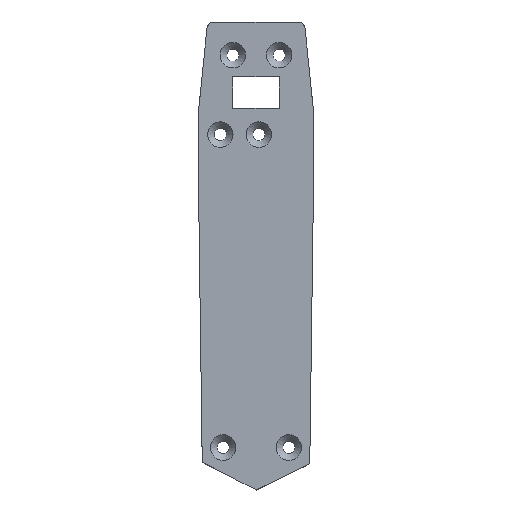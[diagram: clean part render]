
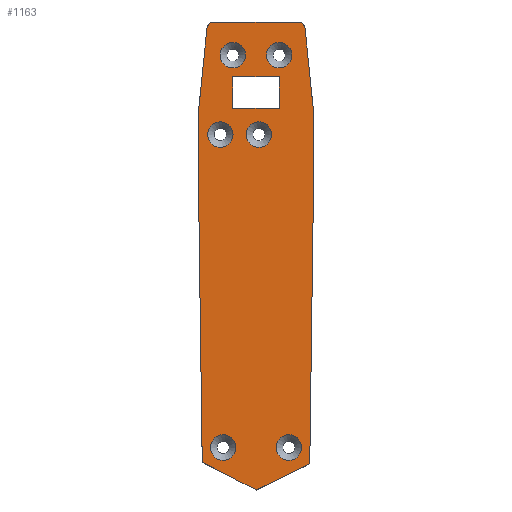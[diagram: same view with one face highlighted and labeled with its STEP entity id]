
A CAD part, top view. The second image highlights one B-rep face of the part: STEP entity #1163.
In plain terms, the highlighted planar face has unit normal (0, 0, 1).
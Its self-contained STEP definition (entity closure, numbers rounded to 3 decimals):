
#25=FACE_BOUND('',#162,.T.);
#26=FACE_BOUND('',#163,.T.);
#27=FACE_BOUND('',#164,.T.);
#28=FACE_BOUND('',#165,.T.);
#29=FACE_BOUND('',#166,.T.);
#30=FACE_BOUND('',#167,.T.);
#31=FACE_BOUND('',#168,.T.);
#49=PLANE('',#1257);
#97=FACE_OUTER_BOUND('',#161,.T.);
#161=EDGE_LOOP('',(#905,#906,#907,#908,#909,#910,#911,#912,#913,#914,#915));
#162=EDGE_LOOP('',(#916));
#163=EDGE_LOOP('',(#917));
#164=EDGE_LOOP('',(#918));
#165=EDGE_LOOP('',(#919));
#166=EDGE_LOOP('',(#920));
#167=EDGE_LOOP('',(#921));
#168=EDGE_LOOP('',(#922,#923,#924,#925));
#220=LINE('',#1693,#346);
#225=LINE('',#1709,#351);
#229=LINE('',#1717,#355);
#236=LINE('',#1732,#362);
#239=LINE('',#1738,#365);
#260=LINE('',#1820,#386);
#261=LINE('',#1824,#387);
#262=LINE('',#1826,#388);
#263=LINE('',#1827,#389);
#264=LINE('',#1842,#390);
#265=LINE('',#1844,#391);
#266=LINE('',#1846,#392);
#267=LINE('',#1847,#393);
#346=VECTOR('',#1347,1000.);
#351=VECTOR('',#1354,1000.);
#355=VECTOR('',#1360,1000.);
#362=VECTOR('',#1371,1000.);
#365=VECTOR('',#1376,1000.);
#386=VECTOR('',#1451,1000.);
#387=VECTOR('',#1454,1000.);
#388=VECTOR('',#1455,1000.);
#389=VECTOR('',#1456,1000.);
#390=VECTOR('',#1469,1000.);
#391=VECTOR('',#1470,1000.);
#392=VECTOR('',#1471,1000.);
#393=VECTOR('',#1472,1000.);
#483=CIRCLE('',#1258,2.);
#484=CIRCLE('',#1259,2.);
#485=CIRCLE('',#1260,3.3);
#486=CIRCLE('',#1261,3.3);
#487=CIRCLE('',#1262,3.3);
#488=CIRCLE('',#1263,3.3);
#489=CIRCLE('',#1264,3.3);
#490=CIRCLE('',#1265,3.3);
#521=VERTEX_POINT('',#1690);
#522=VERTEX_POINT('',#1692);
#526=VERTEX_POINT('',#1707);
#529=VERTEX_POINT('',#1715);
#535=VERTEX_POINT('',#1731);
#537=VERTEX_POINT('',#1737);
#558=VERTEX_POINT('',#1817);
#559=VERTEX_POINT('',#1819);
#560=VERTEX_POINT('',#1821);
#561=VERTEX_POINT('',#1823);
#562=VERTEX_POINT('',#1825);
#563=VERTEX_POINT('',#1828);
#564=VERTEX_POINT('',#1830);
#565=VERTEX_POINT('',#1832);
#566=VERTEX_POINT('',#1834);
#567=VERTEX_POINT('',#1836);
#568=VERTEX_POINT('',#1838);
#569=VERTEX_POINT('',#1840);
#570=VERTEX_POINT('',#1841);
#571=VERTEX_POINT('',#1843);
#572=VERTEX_POINT('',#1845);
#632=EDGE_CURVE('',#522,#521,#220,.T.);
#638=EDGE_CURVE('',#521,#526,#225,.T.);
#642=EDGE_CURVE('',#526,#529,#229,.T.);
#649=EDGE_CURVE('',#522,#535,#236,.T.);
#652=EDGE_CURVE('',#535,#537,#239,.T.);
#687=EDGE_CURVE('',#558,#529,#483,.T.);
#688=EDGE_CURVE('',#559,#558,#260,.T.);
#689=EDGE_CURVE('',#560,#559,#484,.T.);
#690=EDGE_CURVE('',#560,#561,#261,.T.);
#691=EDGE_CURVE('',#561,#562,#262,.T.);
#692=EDGE_CURVE('',#562,#537,#263,.T.);
#693=EDGE_CURVE('',#563,#563,#485,.T.);
#694=EDGE_CURVE('',#564,#564,#486,.T.);
#695=EDGE_CURVE('',#565,#565,#487,.T.);
#696=EDGE_CURVE('',#566,#566,#488,.T.);
#697=EDGE_CURVE('',#567,#567,#489,.T.);
#698=EDGE_CURVE('',#568,#568,#490,.T.);
#699=EDGE_CURVE('',#569,#570,#264,.T.);
#700=EDGE_CURVE('',#570,#571,#265,.T.);
#701=EDGE_CURVE('',#571,#572,#266,.T.);
#702=EDGE_CURVE('',#572,#569,#267,.T.);
#905=ORIENTED_EDGE('',*,*,#632,.T.);
#906=ORIENTED_EDGE('',*,*,#638,.T.);
#907=ORIENTED_EDGE('',*,*,#642,.T.);
#908=ORIENTED_EDGE('',*,*,#687,.F.);
#909=ORIENTED_EDGE('',*,*,#688,.F.);
#910=ORIENTED_EDGE('',*,*,#689,.F.);
#911=ORIENTED_EDGE('',*,*,#690,.T.);
#912=ORIENTED_EDGE('',*,*,#691,.T.);
#913=ORIENTED_EDGE('',*,*,#692,.T.);
#914=ORIENTED_EDGE('',*,*,#652,.F.);
#915=ORIENTED_EDGE('',*,*,#649,.F.);
#916=ORIENTED_EDGE('',*,*,#693,.F.);
#917=ORIENTED_EDGE('',*,*,#694,.F.);
#918=ORIENTED_EDGE('',*,*,#695,.F.);
#919=ORIENTED_EDGE('',*,*,#696,.F.);
#920=ORIENTED_EDGE('',*,*,#697,.F.);
#921=ORIENTED_EDGE('',*,*,#698,.F.);
#922=ORIENTED_EDGE('',*,*,#699,.T.);
#923=ORIENTED_EDGE('',*,*,#700,.T.);
#924=ORIENTED_EDGE('',*,*,#701,.T.);
#925=ORIENTED_EDGE('',*,*,#702,.T.);
#1163=ADVANCED_FACE('',(#97,#25,#26,#27,#28,#29,#30,#31),#49,.T.);
#1257=AXIS2_PLACEMENT_3D('',#1816,#1447,#1448);
#1258=AXIS2_PLACEMENT_3D('',#1818,#1449,#1450);
#1259=AXIS2_PLACEMENT_3D('',#1822,#1452,#1453);
#1260=AXIS2_PLACEMENT_3D('',#1829,#1457,#1458);
#1261=AXIS2_PLACEMENT_3D('',#1831,#1459,#1460);
#1262=AXIS2_PLACEMENT_3D('',#1833,#1461,#1462);
#1263=AXIS2_PLACEMENT_3D('',#1835,#1463,#1464);
#1264=AXIS2_PLACEMENT_3D('',#1837,#1465,#1466);
#1265=AXIS2_PLACEMENT_3D('',#1839,#1467,#1468);
#1347=DIRECTION('',(0.013,1.,0.));
#1354=DIRECTION('',(0.,1.,0.));
#1360=DIRECTION('',(-0.102,0.995,0.));
#1371=DIRECTION('',(-0.898,-0.441,0.));
#1376=DIRECTION('',(-0.889,0.457,0.));
#1447=DIRECTION('center_axis',(0.,0.,1.));
#1448=DIRECTION('ref_axis',(-1.,0.,0.));
#1449=DIRECTION('center_axis',(0.,0.,-1.));
#1450=DIRECTION('ref_axis',(0.67,0.742,0.));
#1451=DIRECTION('',(1.,0.,0.));
#1452=DIRECTION('center_axis',(0.,0.,-1.));
#1453=DIRECTION('ref_axis',(-0.67,0.742,0.));
#1454=DIRECTION('',(-0.102,-0.995,0.));
#1455=DIRECTION('',(0.,-1.,0.));
#1456=DIRECTION('',(0.013,-1.,0.));
#1457=DIRECTION('center_axis',(0.,0.,1.));
#1458=DIRECTION('ref_axis',(-1.,0.,0.));
#1459=DIRECTION('center_axis',(0.,0.,1.));
#1460=DIRECTION('ref_axis',(-1.,0.,0.));
#1461=DIRECTION('center_axis',(0.,0.,1.));
#1462=DIRECTION('ref_axis',(-1.,0.,0.));
#1463=DIRECTION('center_axis',(0.,0.,1.));
#1464=DIRECTION('ref_axis',(-1.,0.,0.));
#1465=DIRECTION('center_axis',(0.,0.,1.));
#1466=DIRECTION('ref_axis',(-1.,0.,0.));
#1467=DIRECTION('center_axis',(0.,0.,1.));
#1468=DIRECTION('ref_axis',(-1.,0.,0.));
#1469=DIRECTION('',(0.,-1.,0.));
#1470=DIRECTION('',(-1.,0.,0.));
#1471=DIRECTION('',(0.,1.,0.));
#1472=DIRECTION('',(1.,0.,0.));
#1690=CARTESIAN_POINT('',(19.545,222.05,23.));
#1692=CARTESIAN_POINT('',(18.468,141.823,23.));
#1693=CARTESIAN_POINT('',(19.545,222.05,23.));
#1707=CARTESIAN_POINT('',(19.545,232.05,23.));
#1709=CARTESIAN_POINT('',(19.545,232.05,23.));
#1715=CARTESIAN_POINT('',(17.264,254.403,23.));
#1717=CARTESIAN_POINT('',(17.04,256.6,23.));
#1731=CARTESIAN_POINT('',(4.599,135.012,23.));
#1732=CARTESIAN_POINT('',(5.101,135.259,23.));
#1737=CARTESIAN_POINT('',(-9.383,142.202,23.));
#1738=CARTESIAN_POINT('',(-2.953,138.896,23.));
#1816=CARTESIAN_POINT('Origin',(4.545,138.,23.));
#1817=CARTESIAN_POINT('',(15.275,256.2,23.));
#1818=CARTESIAN_POINT('Origin',(15.275,254.2,23.));
#1819=CARTESIAN_POINT('',(-6.185,256.2,23.));
#1820=CARTESIAN_POINT('',(10.793,256.2,23.));
#1821=CARTESIAN_POINT('',(-8.174,254.403,23.));
#1822=CARTESIAN_POINT('Origin',(-6.185,254.2,23.));
#1823=CARTESIAN_POINT('',(-10.455,232.05,23.));
#1824=CARTESIAN_POINT('',(-7.95,256.6,23.));
#1825=CARTESIAN_POINT('',(-10.455,222.05,23.));
#1826=CARTESIAN_POINT('',(-10.455,232.05,23.));
#1827=CARTESIAN_POINT('',(-10.455,222.05,23.));
#1828=CARTESIAN_POINT('',(13.845,247.6,23.));
#1829=CARTESIAN_POINT('Origin',(10.545,247.6,23.));
#1830=CARTESIAN_POINT('',(-1.405,227.05,23.));
#1831=CARTESIAN_POINT('Origin',(-4.705,227.05,23.));
#1832=CARTESIAN_POINT('',(-0.655,146.,23.));
#1833=CARTESIAN_POINT('Origin',(-3.955,146.,23.));
#1834=CARTESIAN_POINT('',(16.345,146.,23.));
#1835=CARTESIAN_POINT('Origin',(13.045,146.,23.));
#1836=CARTESIAN_POINT('',(8.595,227.05,23.));
#1837=CARTESIAN_POINT('Origin',(5.295,227.05,23.));
#1838=CARTESIAN_POINT('',(1.845,247.6,23.));
#1839=CARTESIAN_POINT('Origin',(-1.455,247.6,23.));
#1840=CARTESIAN_POINT('',(10.545,242.,23.));
#1841=CARTESIAN_POINT('',(10.545,233.85,23.));
#1842=CARTESIAN_POINT('',(10.545,189.8,23.));
#1843=CARTESIAN_POINT('',(-1.455,233.85,23.));
#1844=CARTESIAN_POINT('',(-12.655,233.85,23.));
#1845=CARTESIAN_POINT('',(-1.455,242.,23.));
#1846=CARTESIAN_POINT('',(-1.455,233.85,23.));
#1847=CARTESIAN_POINT('',(1.545,242.,23.));
